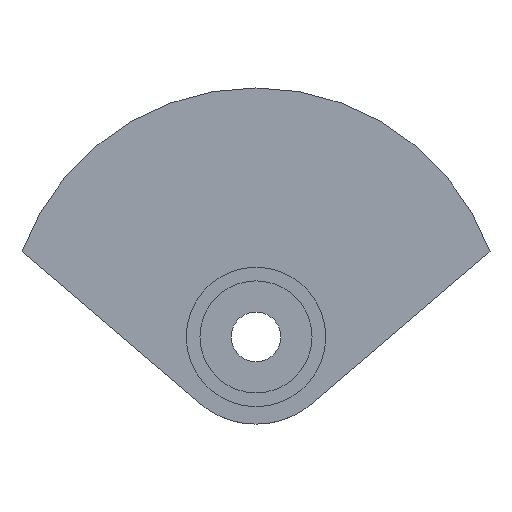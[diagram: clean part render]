
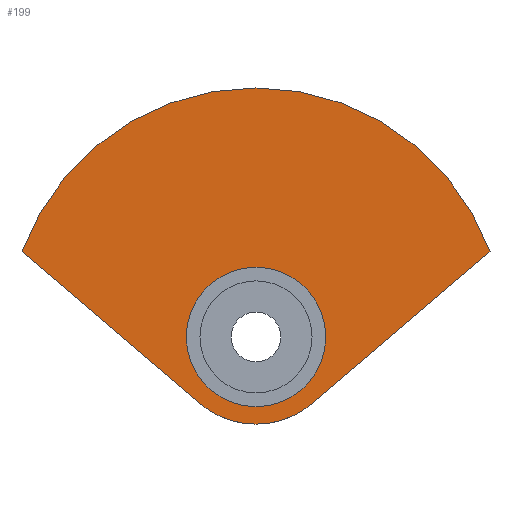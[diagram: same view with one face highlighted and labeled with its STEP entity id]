
A CAD part, left-side view. The second image highlights one B-rep face of the part: STEP entity #199.
In plain terms, the highlighted planar face has unit normal (-1, 0, 0).
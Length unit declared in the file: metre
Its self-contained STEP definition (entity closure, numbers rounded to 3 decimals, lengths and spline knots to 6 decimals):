
#26=LINE('',#349,#34);
#27=LINE('',#350,#35);
#34=VECTOR('',#291,1.);
#35=VECTOR('',#292,1.);
#65=ORIENTED_EDGE('',*,*,#100,.F.);
#66=ORIENTED_EDGE('',*,*,#93,.F.);
#67=ORIENTED_EDGE('',*,*,#101,.F.);
#68=ORIENTED_EDGE('',*,*,#98,.F.);
#69=ORIENTED_EDGE('',*,*,#102,.T.);
#93=EDGE_CURVE('',#114,#112,#129,.T.);
#98=EDGE_CURVE('',#117,#118,#131,.T.);
#100=EDGE_CURVE('',#112,#117,#26,.T.);
#101=EDGE_CURVE('',#118,#114,#27,.T.);
#102=EDGE_CURVE('',#119,#119,#132,.T.);
#112=VERTEX_POINT('',#330);
#114=VERTEX_POINT('',#334);
#117=VERTEX_POINT('',#344);
#118=VERTEX_POINT('',#346);
#119=VERTEX_POINT('',#352);
#129=CIRCLE('',#231,0.0035);
#131=CIRCLE('',#235,0.01);
#132=CIRCLE('',#237,0.0028);
#149=EDGE_LOOP('',(#65,#66,#67,#68));
#150=EDGE_LOOP('',(#69));
#173=FACE_BOUND('',#149,.T.);
#174=FACE_BOUND('',#150,.T.);
#187=PLANE('',#236);
#199=ADVANCED_FACE('',(#173,#174),#187,.T.);
#231=AXIS2_PLACEMENT_3D('',#335,#275,#276);
#235=AXIS2_PLACEMENT_3D('',#345,#286,#287);
#236=AXIS2_PLACEMENT_3D('',#348,#289,#290);
#237=AXIS2_PLACEMENT_3D('',#351,#293,#294);
#275=DIRECTION('',(1.,0.,0.));
#276=DIRECTION('',(0.,0.,1.));
#286=DIRECTION('',(1.,0.,0.));
#287=DIRECTION('',(0.,0.,-1.));
#289=DIRECTION('',(-1.,0.,0.));
#290=DIRECTION('',(0.,0.,1.));
#291=DIRECTION('',(0.,0.761,0.649));
#292=DIRECTION('',(0.,0.761,-0.649));
#293=DIRECTION('',(1.,0.,0.));
#294=DIRECTION('',(0.,0.,-1.));
#330=CARTESIAN_POINT('',(-0.004,0.002272,-0.002662));
#334=CARTESIAN_POINT('',(-0.004,-0.002272,-0.002662));
#335=CARTESIAN_POINT('',(-0.004,0.,0.));
#344=CARTESIAN_POINT('',(-0.004,0.009397,0.00342));
#345=CARTESIAN_POINT('',(-0.004,0.,0.));
#346=CARTESIAN_POINT('',(-0.004,-0.009397,0.00342));
#348=CARTESIAN_POINT('',(-0.004,0.,-0.0028));
#349=CARTESIAN_POINT('',(-0.004,0.002272,-0.002662));
#350=CARTESIAN_POINT('',(-0.004,-0.009397,0.00342));
#351=CARTESIAN_POINT('',(-0.004,0.,0.));
#352=CARTESIAN_POINT('',(-0.004,0.,-0.0028));
